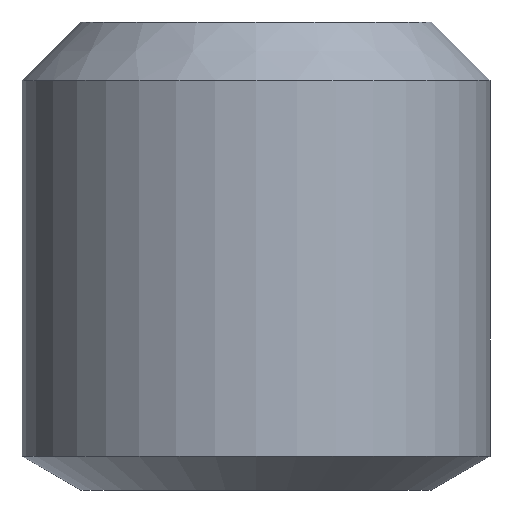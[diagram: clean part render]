
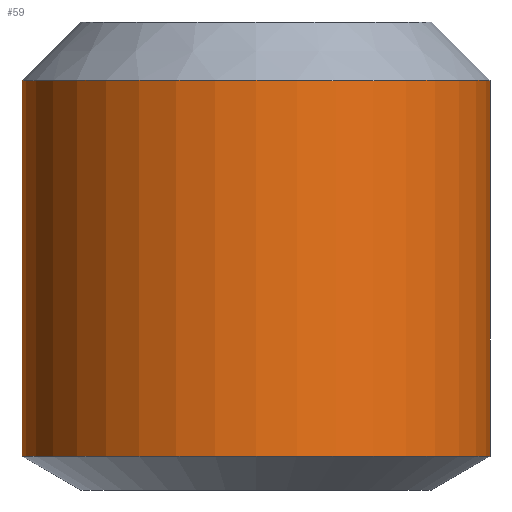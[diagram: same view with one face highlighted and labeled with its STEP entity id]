
A CAD part, front view. The second image highlights one B-rep face of the part: STEP entity #59.
In plain terms, the highlighted cylindrical face has radius 3 mm (diameter 6 mm), a partial arc.
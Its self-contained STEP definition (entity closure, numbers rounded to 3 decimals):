
#59=ADVANCED_FACE('',(#79),#77,.T.);
#77=CYLINDRICAL_SURFACE('',#327,3.);
#79=FACE_OUTER_BOUND('',#96,.T.);
#96=EDGE_LOOP('',(#155,#156,#157,#158));
#115=LINE('',#448,#135);
#116=LINE('',#452,#136);
#135=VECTOR('',#363,1.);
#136=VECTOR('',#366,1.);
#155=ORIENTED_EDGE('',*,*,#254,.T.);
#156=ORIENTED_EDGE('',*,*,#255,.F.);
#157=ORIENTED_EDGE('',*,*,#256,.F.);
#158=ORIENTED_EDGE('',*,*,#257,.T.);
#231=VERTEX_POINT('',#446);
#232=VERTEX_POINT('',#447);
#233=VERTEX_POINT('',#449);
#234=VERTEX_POINT('',#451);
#254=EDGE_CURVE('',#231,#232,#292,.T.);
#255=EDGE_CURVE('',#233,#232,#115,.T.);
#256=EDGE_CURVE('',#234,#233,#293,.T.);
#257=EDGE_CURVE('',#234,#231,#116,.T.);
#292=CIRCLE('',#325,3.);
#293=CIRCLE('',#326,3.);
#325=AXIS2_PLACEMENT_3D('',#445,#361,#362);
#326=AXIS2_PLACEMENT_3D('',#450,#364,#365);
#327=AXIS2_PLACEMENT_3D('',#453,#367,#368);
#361=DIRECTION('',(0.,0.,1.));
#362=DIRECTION('',(-1.,0.,0.));
#363=DIRECTION('',(0.,0.,-1.));
#364=DIRECTION('',(0.,0.,1.));
#365=DIRECTION('',(-1.,0.,0.));
#366=DIRECTION('',(0.,0.,-1.));
#367=DIRECTION('',(0.,0.,1.));
#368=DIRECTION('',(1.,0.,0.));
#445=CARTESIAN_POINT('',(0.,0.,0.433));
#446=CARTESIAN_POINT('',(-3.,0.,0.433));
#447=CARTESIAN_POINT('',(3.,0.,0.433));
#448=CARTESIAN_POINT('',(3.,0.,0.433));
#449=CARTESIAN_POINT('',(3.,0.,5.25));
#450=CARTESIAN_POINT('',(0.,0.,5.25));
#451=CARTESIAN_POINT('',(-3.,0.,5.25));
#452=CARTESIAN_POINT('',(-3.,0.,0.433));
#453=CARTESIAN_POINT('',(0.,0.,-0.3));
